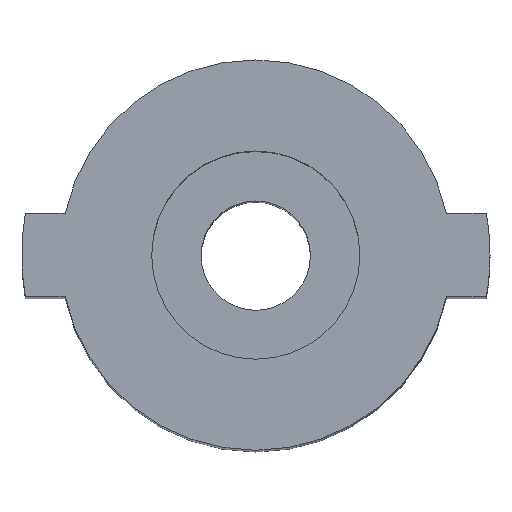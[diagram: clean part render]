
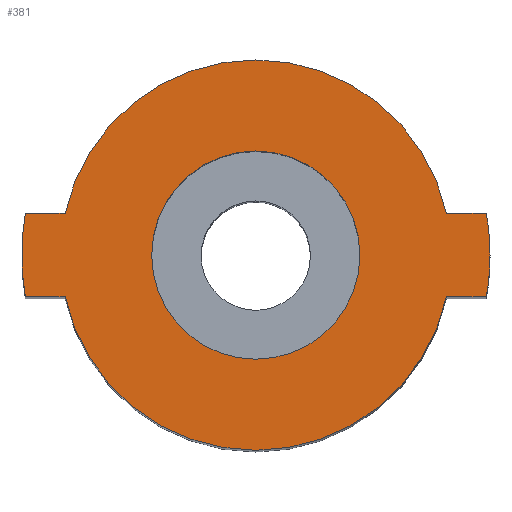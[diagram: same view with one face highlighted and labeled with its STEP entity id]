
A CAD part, top view. The second image highlights one B-rep face of the part: STEP entity #381.
In plain terms, the highlighted planar face has unit normal (0, 0, 1).
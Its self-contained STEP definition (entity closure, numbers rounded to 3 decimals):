
#4 = ORIENTED_EDGE ( 'NONE', *, *, #342, .T. ) ;
#9 = DIRECTION ( 'NONE',  ( 0., 0., 1. ) ) ;
#13 = CARTESIAN_POINT ( 'NONE',  ( -3.664, 0.8, 0. ) ) ;
#25 = VECTOR ( 'NONE', #478, 1000. ) ;
#26 = DIRECTION ( 'NONE',  ( 1., 0., 0. ) ) ;
#38 = VECTOR ( 'NONE', #313, 1000. ) ;
#40 = EDGE_CURVE ( 'NONE', #231, #173, #550, .T. ) ;
#44 = EDGE_LOOP ( 'NONE', ( #384, #4, #303, #329, #351, #287, #70, #354, #400 ) ) ;
#53 = CARTESIAN_POINT ( 'NONE',  ( -4.428, -0.8, 0. ) ) ;
#54 = ORIENTED_EDGE ( 'NONE', *, *, #40, .F. ) ;
#56 = CARTESIAN_POINT ( 'NONE',  ( 3.664, 0.8, 0. ) ) ;
#70 = ORIENTED_EDGE ( 'NONE', *, *, #472, .T. ) ;
#73 = DIRECTION ( 'NONE',  ( 0., 0., 1. ) ) ;
#77 = EDGE_CURVE ( 'NONE', #171, #357, #191, .T. ) ;
#80 = AXIS2_PLACEMENT_3D ( 'NONE', #626, #9, #563 ) ;
#87 = DIRECTION ( 'NONE',  ( 0., 0., 1. ) ) ;
#90 = VECTOR ( 'NONE', #271, 1000. ) ;
#97 = AXIS2_PLACEMENT_3D ( 'NONE', #544, #644, #588 ) ;
#98 = CARTESIAN_POINT ( 'NONE',  ( 0., 0., 0. ) ) ;
#110 = CIRCLE ( 'NONE', #312, 3.75 ) ;
#121 = CARTESIAN_POINT ( 'NONE',  ( 4.428, -0.8, 0. ) ) ;
#125 = CARTESIAN_POINT ( 'NONE',  ( 0., 0., 0. ) ) ;
#130 = CARTESIAN_POINT ( 'NONE',  ( 0., 0., 0. ) ) ;
#138 = VERTEX_POINT ( 'NONE', #292 ) ;
#169 = CIRCLE ( 'NONE', #629, 4.5 ) ;
#171 = VERTEX_POINT ( 'NONE', #556 ) ;
#173 = VERTEX_POINT ( 'NONE', #608 ) ;
#177 = DIRECTION ( 'NONE',  ( 1., 0., 0. ) ) ;
#189 = EDGE_CURVE ( 'NONE', #466, #443, #110, .T. ) ;
#191 = CIRCLE ( 'NONE', #270, 3.75 ) ;
#206 = LINE ( 'NONE', #56, #484 ) ;
#209 = AXIS2_PLACEMENT_3D ( 'NONE', #125, #331, #324 ) ;
#222 = DIRECTION ( 'NONE',  ( 0., 0., 1. ) ) ;
#224 = FACE_OUTER_BOUND ( 'NONE', #44, .T. ) ;
#229 = DIRECTION ( 'NONE',  ( 0., 0., 1. ) ) ;
#231 = VERTEX_POINT ( 'NONE', #517 ) ;
#232 = LINE ( 'NONE', #490, #25 ) ;
#235 = EDGE_CURVE ( 'NONE', #371, #171, #206, .T. ) ;
#239 = CIRCLE ( 'NONE', #209, 2. ) ;
#244 = EDGE_CURVE ( 'NONE', #546, #371, #343, .T. ) ;
#257 = DIRECTION ( 'NONE',  ( -1., 0., 0. ) ) ;
#262 = LINE ( 'NONE', #615, #90 ) ;
#270 = AXIS2_PLACEMENT_3D ( 'NONE', #591, #87, #26 ) ;
#271 = DIRECTION ( 'NONE',  ( 1., 0., 0. ) ) ;
#277 = FACE_BOUND ( 'NONE', #315, .T. ) ;
#282 = EDGE_CURVE ( 'NONE', #443, #416, #262, .T. ) ;
#287 = ORIENTED_EDGE ( 'NONE', *, *, #282, .T. ) ;
#290 = VERTEX_POINT ( 'NONE', #53 ) ;
#292 = CARTESIAN_POINT ( 'NONE',  ( -4.428, 0.8, 0. ) ) ;
#302 = DIRECTION ( 'NONE',  ( 0., 0., 1. ) ) ;
#303 = ORIENTED_EDGE ( 'NONE', *, *, #420, .T. ) ;
#309 = AXIS2_PLACEMENT_3D ( 'NONE', #596, #222, #177 ) ;
#312 = AXIS2_PLACEMENT_3D ( 'NONE', #98, #302, #453 ) ;
#313 = DIRECTION ( 'NONE',  ( -1., 0., 0. ) ) ;
#315 = EDGE_LOOP ( 'NONE', ( #654, #54 ) ) ;
#318 = LINE ( 'NONE', #412, #38 ) ;
#322 = AXIS2_PLACEMENT_3D ( 'NONE', #435, #73, #646 ) ;
#324 = DIRECTION ( 'NONE',  ( 1., 0., 0. ) ) ;
#329 = ORIENTED_EDGE ( 'NONE', *, *, #445, .T. ) ;
#331 = DIRECTION ( 'NONE',  ( 0., 0., 1. ) ) ;
#342 = EDGE_CURVE ( 'NONE', #357, #138, #318, .T. ) ;
#343 = CIRCLE ( 'NONE', #80, 4.5 ) ;
#351 = ORIENTED_EDGE ( 'NONE', *, *, #189, .T. ) ;
#354 = ORIENTED_EDGE ( 'NONE', *, *, #244, .T. ) ;
#357 = VERTEX_POINT ( 'NONE', #13 ) ;
#371 = VERTEX_POINT ( 'NONE', #431 ) ;
#381 = ADVANCED_FACE ( 'NONE', ( #277, #224 ), #538, .T. ) ;
#384 = ORIENTED_EDGE ( 'NONE', *, *, #77, .T. ) ;
#400 = ORIENTED_EDGE ( 'NONE', *, *, #235, .T. ) ;
#412 = CARTESIAN_POINT ( 'NONE',  ( -4.428, 0.8, 0. ) ) ;
#416 = VERTEX_POINT ( 'NONE', #121 ) ;
#420 = EDGE_CURVE ( 'NONE', #138, #290, #551, .T. ) ;
#423 = DIRECTION ( 'NONE',  ( 1., 0., 0. ) ) ;
#431 = CARTESIAN_POINT ( 'NONE',  ( 4.428, 0.8, 0. ) ) ;
#435 = CARTESIAN_POINT ( 'NONE',  ( 0., 0., 0. ) ) ;
#443 = VERTEX_POINT ( 'NONE', #586 ) ;
#445 = EDGE_CURVE ( 'NONE', #290, #466, #232, .T. ) ;
#453 = DIRECTION ( 'NONE',  ( 1., 0., 0. ) ) ;
#456 = CARTESIAN_POINT ( 'NONE',  ( 4.5, 0., 0. ) ) ;
#466 = VERTEX_POINT ( 'NONE', #547 ) ;
#472 = EDGE_CURVE ( 'NONE', #416, #546, #169, .T. ) ;
#478 = DIRECTION ( 'NONE',  ( 1., 0., 0. ) ) ;
#484 = VECTOR ( 'NONE', #257, 1000. ) ;
#490 = CARTESIAN_POINT ( 'NONE',  ( -4.428, -0.8, 0. ) ) ;
#517 = CARTESIAN_POINT ( 'NONE',  ( -2., 0., 0. ) ) ;
#538 = PLANE ( 'NONE',  #322 ) ;
#544 = CARTESIAN_POINT ( 'NONE',  ( 0., 0., 0. ) ) ;
#546 = VERTEX_POINT ( 'NONE', #456 ) ;
#547 = CARTESIAN_POINT ( 'NONE',  ( -3.664, -0.8, 0. ) ) ;
#550 = CIRCLE ( 'NONE', #97, 2. ) ;
#551 = CIRCLE ( 'NONE', #309, 4.5 ) ;
#556 = CARTESIAN_POINT ( 'NONE',  ( 3.664, 0.8, 0. ) ) ;
#563 = DIRECTION ( 'NONE',  ( 1., 0., 0. ) ) ;
#586 = CARTESIAN_POINT ( 'NONE',  ( 3.664, -0.8, 0. ) ) ;
#588 = DIRECTION ( 'NONE',  ( 1., 0., 0. ) ) ;
#591 = CARTESIAN_POINT ( 'NONE',  ( 0., 0., 0. ) ) ;
#596 = CARTESIAN_POINT ( 'NONE',  ( 0., 0., 0. ) ) ;
#608 = CARTESIAN_POINT ( 'NONE',  ( 2., 0., 0. ) ) ;
#615 = CARTESIAN_POINT ( 'NONE',  ( 3.664, -0.8, 0. ) ) ;
#626 = CARTESIAN_POINT ( 'NONE',  ( 0., 0., 0. ) ) ;
#629 = AXIS2_PLACEMENT_3D ( 'NONE', #130, #229, #423 ) ;
#644 = DIRECTION ( 'NONE',  ( 0., 0., 1. ) ) ;
#646 = DIRECTION ( 'NONE',  ( 1., 0., 0. ) ) ;
#654 = ORIENTED_EDGE ( 'NONE', *, *, #663, .F. ) ;
#663 = EDGE_CURVE ( 'NONE', #173, #231, #239, .T. ) ;
